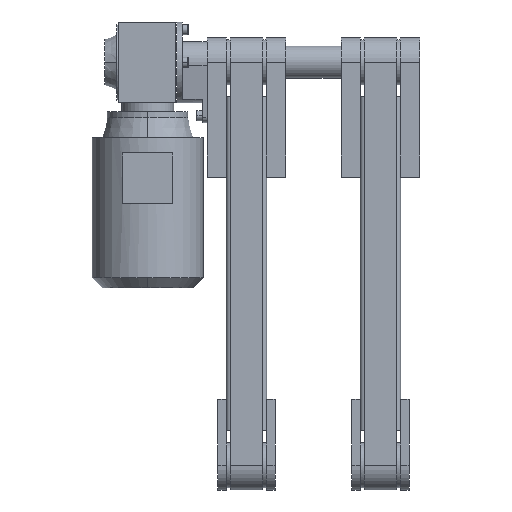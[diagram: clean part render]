
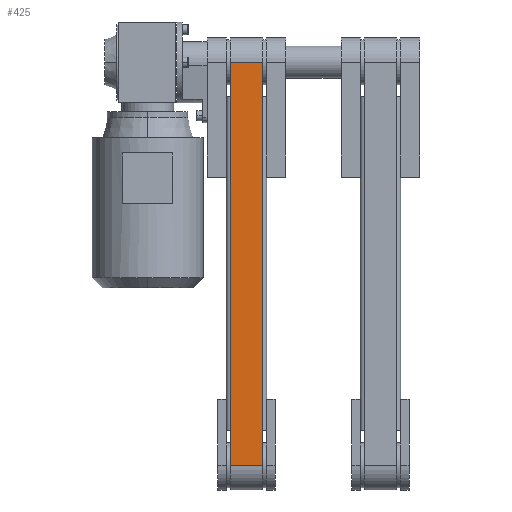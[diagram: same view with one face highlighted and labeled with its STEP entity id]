
A CAD part, front view. The second image highlights one B-rep face of the part: STEP entity #425.
In plain terms, the highlighted planar face has unit normal (0, -1, 0).
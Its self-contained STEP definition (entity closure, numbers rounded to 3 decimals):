
#425=ADVANCED_FACE('',(#1012),#1013,.T.);
#1012=FACE_OUTER_BOUND('',#1766,.T.);
#1013=PLANE('',#1767);
#1766=EDGE_LOOP('',(#2999,#3000,#3001,#3002));
#1767=AXIS2_PLACEMENT_3D('',#3003,#3004,#3005);
#2999=ORIENTED_EDGE('',*,*,#5059,.T.);
#3000=ORIENTED_EDGE('',*,*,#5084,.F.);
#3001=ORIENTED_EDGE('',*,*,#5091,.T.);
#3002=ORIENTED_EDGE('',*,*,#5088,.T.);
#3003=CARTESIAN_POINT('',(-149.0,-23.45,200.0));
#3004=DIRECTION('',(0.0,-1.0,0.0));
#3005=DIRECTION('',(0.,0.0,-1.0));
#5059=EDGE_CURVE('',#6264,#6262,#6265,.T.);
#5084=EDGE_CURVE('',#6303,#6262,#6305,.T.);
#5088=EDGE_CURVE('',#6309,#6264,#6310,.T.);
#5091=EDGE_CURVE('',#6303,#6309,#6313,.T.);
#6262=VERTEX_POINT('',#8042);
#6264=VERTEX_POINT('',#8044);
#6265=LINE('',#8045,#8046);
#6303=VERTEX_POINT('',#8098);
#6305=LINE('',#8100,#8101);
#6309=VERTEX_POINT('',#8106);
#6310=LINE('',#8107,#8108);
#6313=LINE('',#8111,#8112);
#8042=CARTESIAN_POINT('',(-117.0,-23.45,400.0));
#8044=CARTESIAN_POINT('',(-117.0,-23.45,0.0));
#8045=CARTESIAN_POINT('',(-117.0,-23.45,400.0));
#8046=VECTOR('',#10007,1.0);
#8098=CARTESIAN_POINT('',(-149.0,-23.45,400.0));
#8100=CARTESIAN_POINT('',(-149.0,-23.45,400.0));
#8101=VECTOR('',#10040,1.0);
#8106=CARTESIAN_POINT('',(-149.0,-23.45,0.0));
#8107=CARTESIAN_POINT('',(-149.0,-23.45,0.0));
#8108=VECTOR('',#10042,1.0);
#8111=CARTESIAN_POINT('',(-149.0,-23.45,400.0));
#8112=VECTOR('',#10046,1.0);
#10007=DIRECTION('',(0.,0.0,1.0));
#10040=DIRECTION('',(1.0,0.0,0.));
#10042=DIRECTION('',(1.0,0.0,0.));
#10046=DIRECTION('',(0.,0.0,-1.0));
